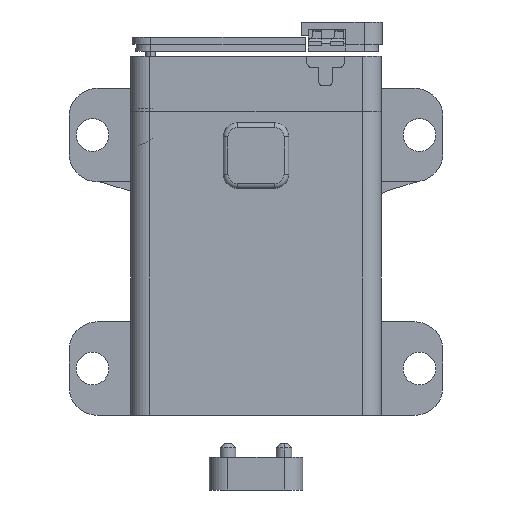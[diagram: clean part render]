
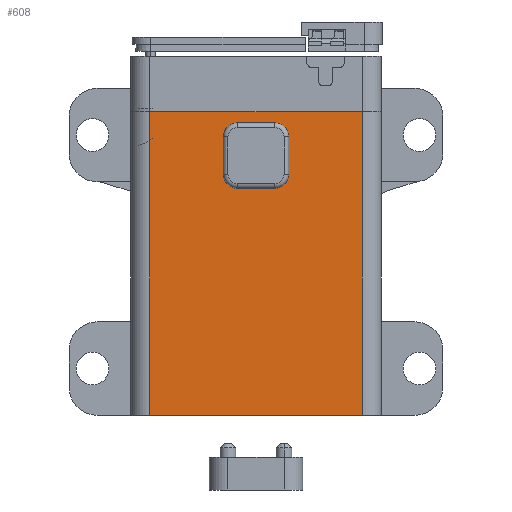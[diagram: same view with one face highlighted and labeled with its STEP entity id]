
A CAD part, front view. The second image highlights one B-rep face of the part: STEP entity #608.
In plain terms, the highlighted planar face has unit normal (0, -1, 0).
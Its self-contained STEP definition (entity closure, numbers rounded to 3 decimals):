
#289=FACE_BOUND('',#1388,.F.);
#608=ADVANCED_FACE('',(#289,#986),#3642,.T.);
#986=FACE_OUTER_BOUND('',#1389,.F.);
#1388=EDGE_LOOP('',(#2532,#2533,#2534,#2535,#2536,#2537,#2538,#2539));
#1389=EDGE_LOOP('',(#2540,#2541,#2542,#2543));
#2532=ORIENTED_EDGE('',*,*,#4755,.T.);
#2533=ORIENTED_EDGE('',*,*,#4754,.T.);
#2534=ORIENTED_EDGE('',*,*,#4753,.T.);
#2535=ORIENTED_EDGE('',*,*,#4752,.T.);
#2536=ORIENTED_EDGE('',*,*,#4751,.T.);
#2537=ORIENTED_EDGE('',*,*,#4750,.T.);
#2538=ORIENTED_EDGE('',*,*,#4749,.T.);
#2539=ORIENTED_EDGE('',*,*,#4748,.T.);
#2540=ORIENTED_EDGE('',*,*,#5032,.F.);
#2541=ORIENTED_EDGE('',*,*,#5028,.F.);
#2542=ORIENTED_EDGE('',*,*,#4764,.F.);
#2543=ORIENTED_EDGE('',*,*,#5022,.T.);
#3642=PLANE('',#8059);
#4325=CIRCLE('',#7845,3.);
#4326=CIRCLE('',#7846,3.);
#4327=CIRCLE('',#7847,3.);
#4328=CIRCLE('',#7848,3.);
#4748=EDGE_CURVE('',#7115,#7114,#4325,.T.);
#4749=EDGE_CURVE('',#7113,#7115,#5636,.T.);
#4750=EDGE_CURVE('',#7112,#7113,#4326,.T.);
#4751=EDGE_CURVE('',#7111,#7112,#5637,.T.);
#4752=EDGE_CURVE('',#7110,#7111,#4327,.T.);
#4753=EDGE_CURVE('',#7109,#7110,#5638,.T.);
#4754=EDGE_CURVE('',#7108,#7109,#4328,.T.);
#4755=EDGE_CURVE('',#7114,#7108,#5639,.T.);
#4764=EDGE_CURVE('',#7094,#7107,#5648,.T.);
#5022=EDGE_CURVE('',#7094,#6935,#5790,.T.);
#5028=EDGE_CURVE('',#7107,#6932,#5794,.T.);
#5032=EDGE_CURVE('',#6932,#6935,#5798,.T.);
#5636=LINE('',#11228,#6280);
#5637=LINE('',#11230,#6281);
#5638=LINE('',#11232,#6282);
#5639=LINE('',#11234,#6283);
#5648=LINE('',#11243,#6292);
#5790=LINE('',#11561,#6434);
#5794=LINE('',#11567,#6438);
#5798=LINE('',#11571,#6442);
#6280=VECTOR('',#8850,4.);
#6281=VECTOR('',#8853,4.);
#6282=VECTOR('',#8856,4.);
#6283=VECTOR('',#8859,4.);
#6292=VECTOR('',#8868,45.6);
#6434=VECTOR('',#9226,65.);
#6438=VECTOR('',#9234,65.);
#6442=VECTOR('',#9238,45.6);
#6932=VERTEX_POINT('',#10941);
#6935=VERTEX_POINT('',#10944);
#7094=VERTEX_POINT('',#11103);
#7107=VERTEX_POINT('',#11116);
#7108=VERTEX_POINT('',#11117);
#7109=VERTEX_POINT('',#11118);
#7110=VERTEX_POINT('',#11119);
#7111=VERTEX_POINT('',#11120);
#7112=VERTEX_POINT('',#11121);
#7113=VERTEX_POINT('',#11122);
#7114=VERTEX_POINT('',#11123);
#7115=VERTEX_POINT('',#11124);
#7845=AXIS2_PLACEMENT_3D('',#11227,#8848,#8849);
#7846=AXIS2_PLACEMENT_3D('',#11229,#8851,#8852);
#7847=AXIS2_PLACEMENT_3D('',#11231,#8854,#8855);
#7848=AXIS2_PLACEMENT_3D('',#11233,#8857,#8858);
#8059=AXIS2_PLACEMENT_3D('',#11923,#9448,#9449);
#8848=DIRECTION('',(0.,-1.,0.));
#8849=DIRECTION('',(0.,0.,1.));
#8850=DIRECTION('',(-1.,0.,0.));
#8851=DIRECTION('',(0.,-1.,0.));
#8852=DIRECTION('',(1.,0.,0.));
#8853=DIRECTION('',(0.,0.,1.));
#8854=DIRECTION('',(0.,-1.,0.));
#8855=DIRECTION('',(0.,0.,-1.));
#8856=DIRECTION('',(1.,0.,0.));
#8857=DIRECTION('',(0.,-1.,0.));
#8858=DIRECTION('',(-1.,0.,0.));
#8859=DIRECTION('',(0.,0.,-1.));
#8868=DIRECTION('',(-1.,0.,0.));
#9226=DIRECTION('',(0.,0.,-1.));
#9234=DIRECTION('',(0.,0.,-1.));
#9238=DIRECTION('',(1.,0.,0.));
#9448=DIRECTION('',(0.,-1.,0.));
#9449=DIRECTION('',(1.,0.,0.));
#10941=CARTESIAN_POINT('',(-22.8,-12.83,-75.));
#10944=CARTESIAN_POINT('',(22.8,-12.83,-75.));
#11103=CARTESIAN_POINT('',(22.8,-12.83,-10.));
#11116=CARTESIAN_POINT('',(-22.8,-12.83,-10.));
#11117=CARTESIAN_POINT('',(-5.,-12.83,-21.4));
#11118=CARTESIAN_POINT('',(-2.,-12.83,-24.4));
#11119=CARTESIAN_POINT('',(2.,-12.83,-24.4));
#11120=CARTESIAN_POINT('',(5.,-12.83,-21.4));
#11121=CARTESIAN_POINT('',(5.,-12.83,-17.4));
#11122=CARTESIAN_POINT('',(2.,-12.83,-14.4));
#11123=CARTESIAN_POINT('',(-5.,-12.83,-17.4));
#11124=CARTESIAN_POINT('',(-2.,-12.83,-14.4));
#11227=CARTESIAN_POINT('',(-2.,-12.83,-17.4));
#11228=CARTESIAN_POINT('',(2.,-12.83,-14.4));
#11229=CARTESIAN_POINT('',(2.,-12.83,-17.4));
#11230=CARTESIAN_POINT('',(5.,-12.83,-21.4));
#11231=CARTESIAN_POINT('',(2.,-12.83,-21.4));
#11232=CARTESIAN_POINT('',(-2.,-12.83,-24.4));
#11233=CARTESIAN_POINT('',(-2.,-12.83,-21.4));
#11234=CARTESIAN_POINT('',(-5.,-12.83,-17.4));
#11243=CARTESIAN_POINT('',(22.8,-12.83,-10.));
#11561=CARTESIAN_POINT('',(22.8,-12.83,-10.));
#11567=CARTESIAN_POINT('',(-22.8,-12.83,-10.));
#11571=CARTESIAN_POINT('',(-22.8,-12.83,-75.));
#11923=CARTESIAN_POINT('',(-27.45,-12.83,-75.65));
